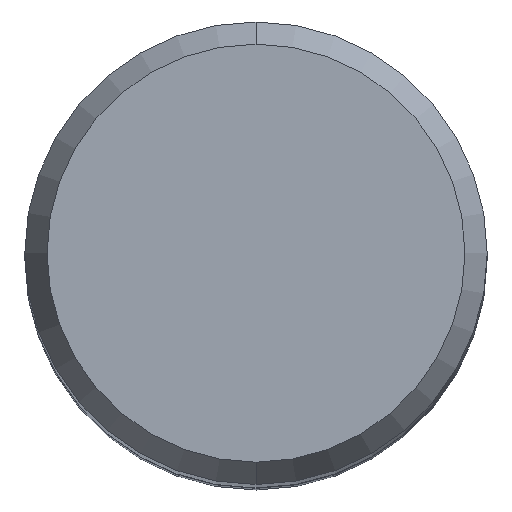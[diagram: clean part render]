
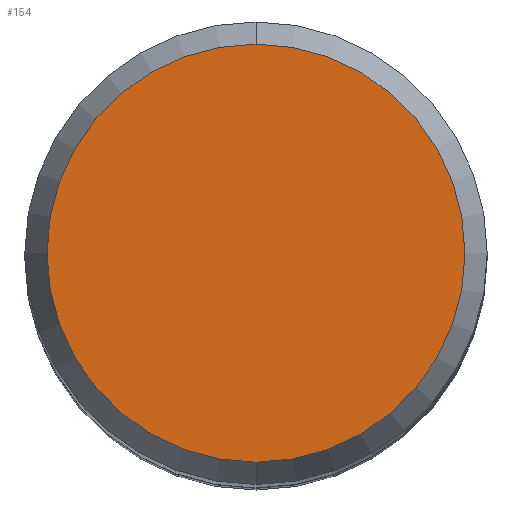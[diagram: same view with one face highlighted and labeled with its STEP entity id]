
A CAD part, top view. The second image highlights one B-rep face of the part: STEP entity #154.
In plain terms, the highlighted planar face has unit normal (0, 0, 1).
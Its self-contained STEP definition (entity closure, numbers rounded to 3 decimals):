
#154=ADVANCED_FACE('',(#349),#350,.T.);
#180=EDGE_CURVE('',#232,#230,#381,.T.);
#194=EDGE_CURVE('',#230,#232,#397,.T.);
#230=VERTEX_POINT('',#436);
#232=VERTEX_POINT('',#438);
#349=FACE_OUTER_BOUND('',#567,.T.);
#350=PLANE('',#568);
#381=CIRCLE('',#610,5.423);
#397=CIRCLE('',#630,5.423);
#436=CARTESIAN_POINT('',(0.0,5.423,0.01));
#438=CARTESIAN_POINT('',(0.,-5.423,0.01));
#567=EDGE_LOOP('',(#813,#814));
#568=AXIS2_PLACEMENT_3D('',#815,#816,#817);
#610=AXIS2_PLACEMENT_3D('',#860,#861,#862);
#630=AXIS2_PLACEMENT_3D('',#881,#882,#883);
#813=ORIENTED_EDGE('',*,*,#194,.F.);
#814=ORIENTED_EDGE('',*,*,#180,.F.);
#815=CARTESIAN_POINT('',(0.0,2.711,0.01));
#816=DIRECTION('',(-0.0,0.0,1.0));
#817=DIRECTION('',(0.0,-1.0,0.0));
#860=CARTESIAN_POINT('',(0.0,0.0,0.01));
#861=DIRECTION('',(0.0,0.0,-1.0));
#862=DIRECTION('',(0.0,1.0,0.0));
#881=CARTESIAN_POINT('',(0.0,0.0,0.01));
#882=DIRECTION('',(0.0,0.0,-1.0));
#883=DIRECTION('',(0.0,1.0,0.0));
